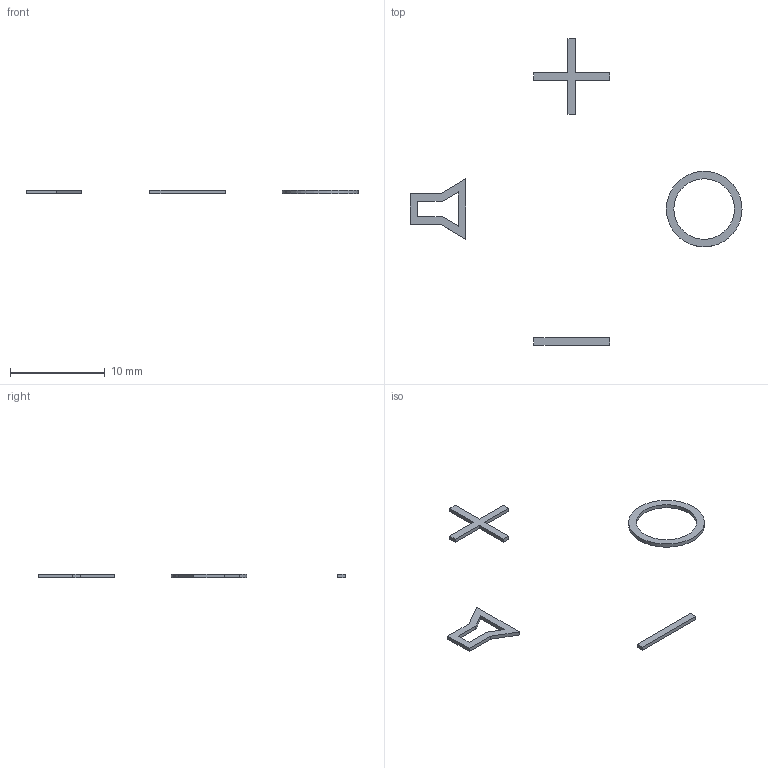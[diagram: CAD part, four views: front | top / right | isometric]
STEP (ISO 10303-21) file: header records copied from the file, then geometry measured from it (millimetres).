
FILE_DESCRIPTION(/* description */ (''),/* implementation_level */ '2;1');
FILE_NAME(/* name */ 'Top Plate MM Buttons.step',/* time_stamp */ '2025-06-04T12:13:09+01:00',/* author */ (''),/* organization */ (''),/* preprocessor_version */ 'ST-DEVELOPER v20.1',/* originating_system */ 'Autodesk Translation Framework v14.10.0.0',/* authorisation */ '');
FILE_SCHEMA (('AUTOMOTIVE_DESIGN { 1 0 10303 214 3 1 1 }'));
Length unit declared in the file: millimetre
Products named in the file (3): Top Plate; UFO Template v45; MM Buttons
Assembly tree (2 placements, depth 3):
  Top Plate
    UFO Template v45
      MM Buttons
Bounding box: 35.1 x 32.4 x 0.4 mm (x, y, z)
Volume: 20.5 mm3; surface area: 155.2 mm2
Topology: 4 solids, 4 shells, 38 faces, 90 edges, 60 vertices
Faces by surface type: plane 36, cylinder 2
Full cylindrical faces by diameter (mm): 6.4 x1, 8 x1
Entity records: 1156 total; most frequent: CARTESIAN_POINT 193, ORIENTED_EDGE 180, DIRECTION 180, EDGE_CURVE 90, LINE 86, VECTOR 86, VERTEX_POINT 60, AXIS2_PLACEMENT_3D 47
